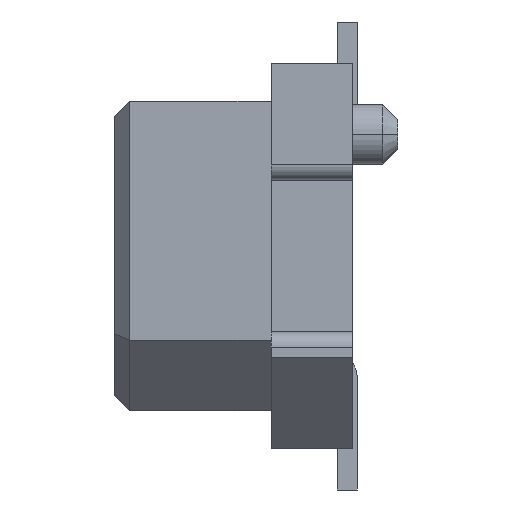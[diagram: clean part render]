
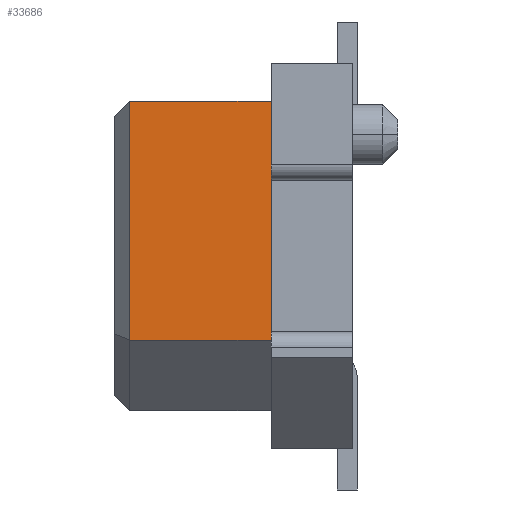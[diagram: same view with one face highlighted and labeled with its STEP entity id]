
A CAD part, left-side view. The second image highlights one B-rep face of the part: STEP entity #33686.
In plain terms, the highlighted planar face has unit normal (-1, 0, 0).
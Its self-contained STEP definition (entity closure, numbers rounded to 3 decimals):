
#1281=DIRECTION('',(0.,0.,1.));
#1282=VECTOR('',#1281,2.36);
#1283=CARTESIAN_POINT('',(-10.9,2.2,-0.83));
#1284=LINE('',#1283,#1282);
#1285=DIRECTION('',(0.,0.,-1.));
#1286=VECTOR('',#1285,2.36);
#1287=CARTESIAN_POINT('',(-10.9,0.8,1.53));
#1288=LINE('',#1287,#1286);
#1289=DIRECTION('',(0.,1.,0.));
#1290=VECTOR('',#1289,1.4);
#1291=CARTESIAN_POINT('',(-10.9,0.8,-0.83));
#1292=LINE('',#1291,#1290);
#1305=DIRECTION('',(0.,1.,0.));
#1306=VECTOR('',#1305,1.4);
#1307=CARTESIAN_POINT('',(-10.9,0.8,1.53));
#1308=LINE('',#1307,#1306);
#25728=CARTESIAN_POINT('',(-10.9,0.8,1.53));
#25730=VERTEX_POINT('',#25728);
#25737=CARTESIAN_POINT('',(-10.9,0.8,-0.83));
#25738=VERTEX_POINT('',#25737);
#26763=CARTESIAN_POINT('',(-10.9,2.2,1.53));
#26764=VERTEX_POINT('',#26763);
#26765=CARTESIAN_POINT('',(-10.9,2.2,-0.83));
#26766=VERTEX_POINT('',#26765);
#33674=CARTESIAN_POINT('',(-10.9,1.5,0.35));
#33675=DIRECTION('',(1.,0.,0.));
#33676=DIRECTION('',(0.,0.,-1.));
#33677=AXIS2_PLACEMENT_3D('',#33674,#33675,#33676);
#33678=PLANE('',#33677);
#33679=ORIENTED_EDGE('',*,*,#33557,.T.);
#33681=ORIENTED_EDGE('',*,*,#33680,.F.);
#33682=ORIENTED_EDGE('',*,*,#31056,.T.);
#33683=ORIENTED_EDGE('',*,*,#33666,.T.);
#33684=EDGE_LOOP('',(#33679,#33681,#33682,#33683));
#33685=FACE_OUTER_BOUND('',#33684,.F.);
#33686=ADVANCED_FACE('',(#33685),#33678,.F.);
#31056=EDGE_CURVE('',#25730,#25738,#1288,.T.);
#33557=EDGE_CURVE('',#26766,#26764,#1284,.T.);
#33666=EDGE_CURVE('',#25738,#26766,#1292,.T.);
#33680=EDGE_CURVE('',#25730,#26764,#1308,.T.);
